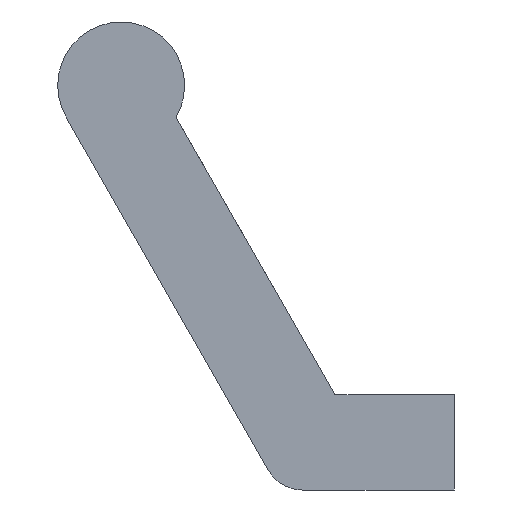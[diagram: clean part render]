
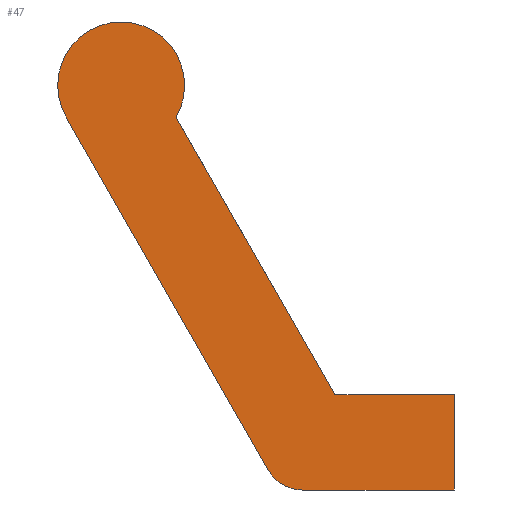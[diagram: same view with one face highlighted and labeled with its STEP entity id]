
A CAD part, left-side view. The second image highlights one B-rep face of the part: STEP entity #47.
In plain terms, the highlighted planar face has unit normal (-1, 0, 0).
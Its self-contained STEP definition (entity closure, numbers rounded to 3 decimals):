
#47 = ADVANCED_FACE( '', ( #103 ), #104, .F. );
#103 = FACE_OUTER_BOUND( '', #171, .T. );
#104 = PLANE( '', #172 );
#171 = EDGE_LOOP( '', ( #248, #249, #250, #251, #252, #253, #254 ) );
#172 = AXIS2_PLACEMENT_3D( '', #255, #256, #257 );
#248 = ORIENTED_EDGE( '', *, *, #385, .F. );
#249 = ORIENTED_EDGE( '', *, *, #373, .F. );
#250 = ORIENTED_EDGE( '', *, *, #386, .F. );
#251 = ORIENTED_EDGE( '', *, *, #387, .F. );
#252 = ORIENTED_EDGE( '', *, *, #380, .F. );
#253 = ORIENTED_EDGE( '', *, *, #388, .F. );
#254 = ORIENTED_EDGE( '', *, *, #368, .F. );
#255 = CARTESIAN_POINT( '', ( 0., 42., 45. ) );
#256 = DIRECTION( '', ( 1., 0., 0. ) );
#257 = DIRECTION( '', ( 0., 0., -1. ) );
#368 = EDGE_CURVE( '', #424, #425, #426, .T. );
#373 = EDGE_CURVE( '', #433, #434, #435, .T. );
#380 = EDGE_CURVE( '', #446, #447, #448, .T. );
#385 = EDGE_CURVE( '', #434, #424, #455, .T. );
#386 = EDGE_CURVE( '', #456, #433, #457, .T. );
#387 = EDGE_CURVE( '', #447, #456, #458, .T. );
#388 = EDGE_CURVE( '', #425, #446, #459, .T. );
#424 = VERTEX_POINT( '', #508 );
#425 = VERTEX_POINT( '', #509 );
#426 = CIRCLE( '', #510, 8. );
#433 = VERTEX_POINT( '', #519 );
#434 = VERTEX_POINT( '', #520 );
#435 = CIRCLE( '', #521, 5. );
#446 = VERTEX_POINT( '', #534 );
#447 = VERTEX_POINT( '', #535 );
#448 = LINE( '', #536, #537 );
#455 = LINE( '', #547, #548 );
#456 = VERTEX_POINT( '', #549 );
#457 = LINE( '', #550, #551 );
#458 = LINE( '', #552, #553 );
#459 = LINE( '', #554, #555 );
#508 = CARTESIAN_POINT( '', ( 0., 48.941, 41.023 ) );
#509 = CARTESIAN_POINT( '', ( 0., 35.085, 40.977 ) );
#510 = AXIS2_PLACEMENT_3D( '', #616, #617, #618 );
#519 = CARTESIAN_POINT( '', ( 0., 19.102, -6. ) );
#520 = CARTESIAN_POINT( '', ( 0., 23.441, -3.486 ) );
#521 = AXIS2_PLACEMENT_3D( '', #624, #625, #626 );
#534 = CARTESIAN_POINT( '', ( 0., 15.045, 6. ) );
#535 = CARTESIAN_POINT( '', ( 0., 0., 6. ) );
#536 = CARTESIAN_POINT( '', ( 0., 15.045, 6. ) );
#537 = VECTOR( '', #638, 1000. );
#547 = CARTESIAN_POINT( '', ( 0., 23.441, -3.486 ) );
#548 = VECTOR( '', #642, 1000. );
#549 = CARTESIAN_POINT( '', ( 0., 0., -6. ) );
#550 = CARTESIAN_POINT( '', ( 0., 0., -6. ) );
#551 = VECTOR( '', #643, 1000. );
#552 = CARTESIAN_POINT( '', ( 0., 0., 6. ) );
#553 = VECTOR( '', #644, 1000. );
#554 = CARTESIAN_POINT( '', ( 0., 35.085, 40.977 ) );
#555 = VECTOR( '', #645, 1000. );
#616 = CARTESIAN_POINT( '', ( 0., 42., 45. ) );
#617 = DIRECTION( '', ( 1., 0., 0. ) );
#618 = DIRECTION( '', ( 0., 0., -1. ) );
#624 = CARTESIAN_POINT( '', ( 0., 19.102, -1. ) );
#625 = DIRECTION( '', ( 1., 0., 0. ) );
#626 = DIRECTION( '', ( 0., 0., -1. ) );
#638 = DIRECTION( '', ( 0., -1., 0. ) );
#642 = DIRECTION( '', ( 0., 0.497, 0.868 ) );
#643 = DIRECTION( '', ( 0., 1., 0. ) );
#644 = DIRECTION( '', ( 0., 0., -1. ) );
#645 = DIRECTION( '', ( 0., -0.497, -0.868 ) );
